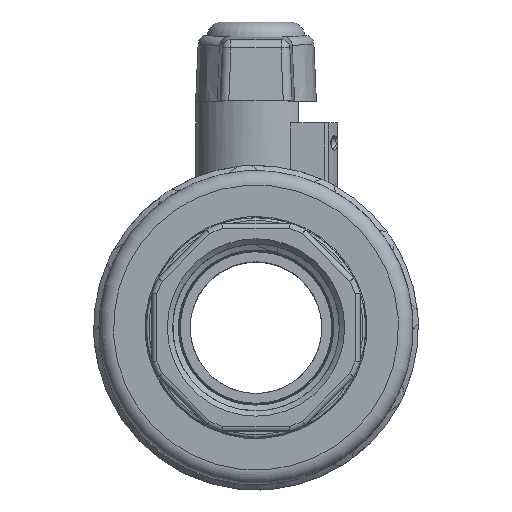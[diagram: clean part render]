
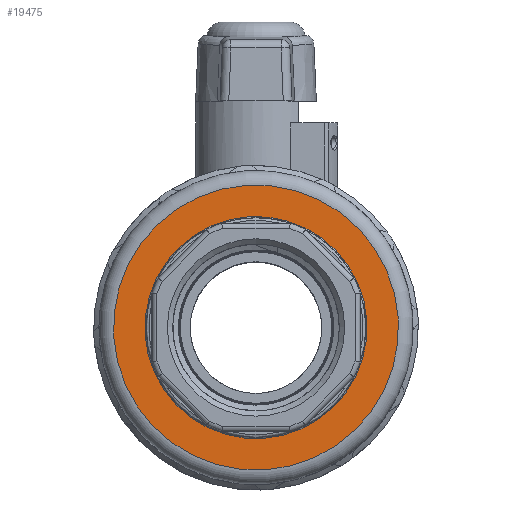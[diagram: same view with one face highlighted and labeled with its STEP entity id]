
A CAD part, top view. The second image highlights one B-rep face of the part: STEP entity #19475.
In plain terms, the highlighted face is planar.
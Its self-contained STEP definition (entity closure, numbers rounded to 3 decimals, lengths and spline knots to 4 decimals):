
#438=FACE_BOUND('',#4167,.T.);
#869=PLANE('',#21117);
#1743=CIRCLE('',#21115,1.6235);
#1745=CIRCLE('',#21118,1.265);
#2943=FACE_OUTER_BOUND('',#4166,.T.);
#4166=EDGE_LOOP('',(#17205));
#4167=EDGE_LOOP('',(#17206));
#9326=VERTEX_POINT('',#42547);
#9327=VERTEX_POINT('',#42551);
#12006=EDGE_CURVE('',#9326,#9326,#1743,.T.);
#12008=EDGE_CURVE('',#9327,#9327,#1745,.T.);
#17205=ORIENTED_EDGE('',*,*,#12006,.T.);
#17206=ORIENTED_EDGE('',*,*,#12008,.F.);
#19475=ADVANCED_FACE('',(#2943,#438),#869,.T.);
#21115=AXIS2_PLACEMENT_3D('',#42548,#25023,#25024);
#21117=AXIS2_PLACEMENT_3D('',#42550,#25027,#25028);
#21118=AXIS2_PLACEMENT_3D('',#42552,#25029,#25030);
#25023=DIRECTION('center_axis',(1.,0.,0.));
#25024=DIRECTION('ref_axis',(0.,1.,0.));
#25027=DIRECTION('center_axis',(1.,0.,0.));
#25028=DIRECTION('ref_axis',(0.,0.,-1.));
#25029=DIRECTION('center_axis',(1.,0.,0.));
#25030=DIRECTION('ref_axis',(0.,1.,0.));
#42547=CARTESIAN_POINT('',(0.,0.,
1.6235));
#42548=CARTESIAN_POINT('Origin',(0.,0.,0.));
#42550=CARTESIAN_POINT('Origin',(0.,1.4443,0.));
#42551=CARTESIAN_POINT('',(0.,-1.265,0.));
#42552=CARTESIAN_POINT('Origin',(0.,0.,0.));
